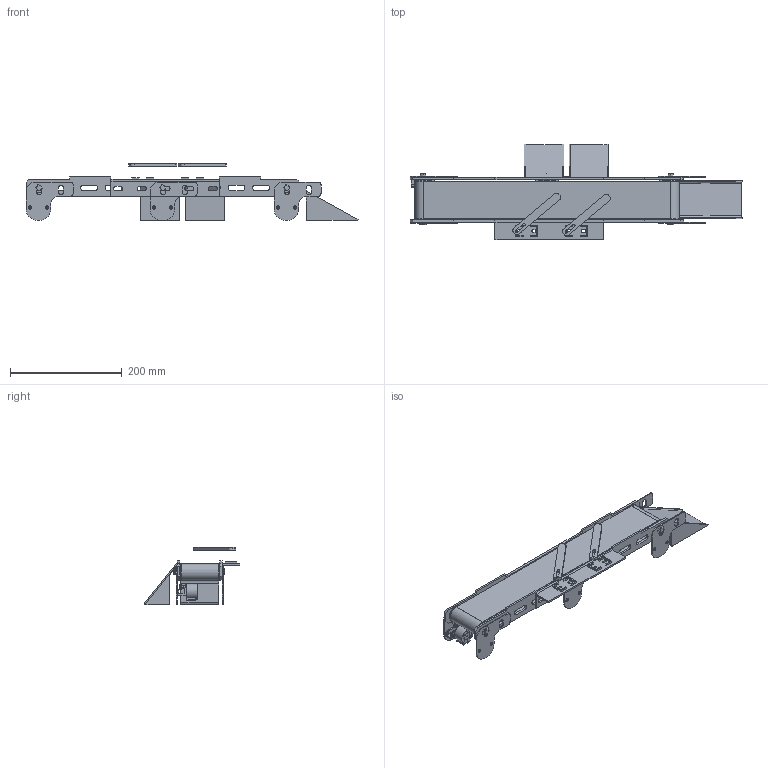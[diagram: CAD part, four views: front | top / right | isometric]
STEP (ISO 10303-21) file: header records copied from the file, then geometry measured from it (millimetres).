
FILE_DESCRIPTION(/* description */ (''),/* implementation_level */ '2;1');
FILE_NAME(/* name */ 'Mod2.step',/* time_stamp */ '2025-05-19T22:17:54+05:00',/* author */ (''),/* organization */ (''),/* preprocessor_version */ 'ST-DEVELOPER v20.1',/* originating_system */ 'Autodesk Translation Framework v14.4.0.0',/* authorisation */ '');
FILE_SCHEMA (('AUTOMOTIVE_DESIGN { 1 0 10303 214 3 1 1 }'));
Products named in the file (2): Untitled; 28byj-48 5v stepper motor
Assembly tree (1 placements, depth 2):
  Untitled
    28byj-48 5v stepper motor
Bounding box: 594.65 x 171.88 x 102.12 mm (x, y, z)
Volume: 650199.8 mm3; surface area: 427709.3 mm2
Topology: 37 solids, 37 shells, 1640 faces, 4209 edges, 2783 vertices
Faces by surface type: plane 951, cylinder 573, torus 92, cone 12, bspline 12
Full cylindrical faces by diameter (mm): 0.4 x12, 0.5 x12, 1 x3, 1.7 x6, 3.5 x6, 4 x18, 5 x3, 5.618 x6, 5.744 x9, 6.035 x6, 6.5 x3, 6.884 x9, 7 x8, 7.147 x3, 7.836 x6, 8 x3, 9 x3, 9.8 x8, 14 x8, 16 x3, 27 x4, 28 x3, 29 x8, 30.5 x12
Entity records: 56831 total; most frequent: CARTESIAN_POINT 15589, DIRECTION 8518, ORIENTED_EDGE 8418, EDGE_CURVE 4209, AXIS2_PLACEMENT_3D 2954, VERTEX_POINT 2783, LINE 2610, VECTOR 2610
